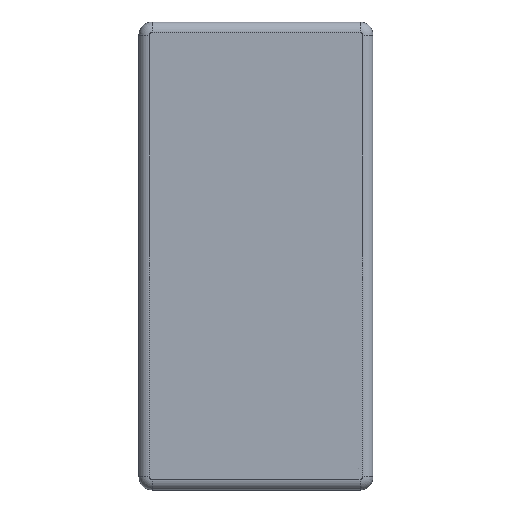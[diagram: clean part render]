
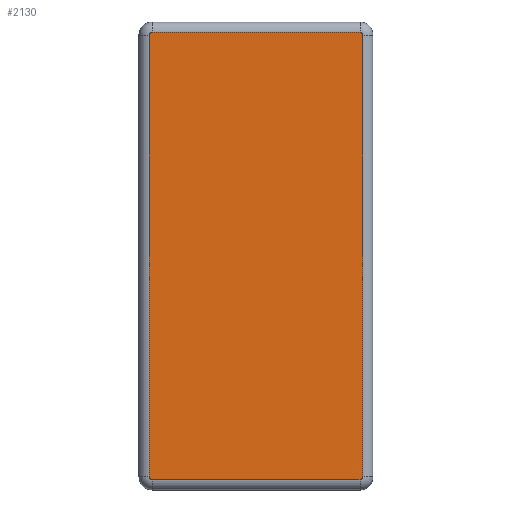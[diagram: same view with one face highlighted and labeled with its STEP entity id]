
A CAD part, front view. The second image highlights one B-rep face of the part: STEP entity #2130.
In plain terms, the highlighted planar face has unit normal (0, -1, 0).
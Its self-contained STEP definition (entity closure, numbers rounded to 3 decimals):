
#1013 = CARTESIAN_POINT ( 'NONE',  ( 20.5, 0., 45. ) ) ;
#1014 = LINE ( 'NONE', #1013, #1018 ) ;
#1017 = DIRECTION ( 'NONE',  ( 0., 0., 1. ) ) ;
#1018 = VECTOR ( 'NONE', #1017, 1000. ) ;
#1265 = DIRECTION ( 'NONE',  ( 0., 1., 0. ) ) ;
#1266 = CARTESIAN_POINT ( 'NONE',  ( 20., 0., -42.5 ) ) ;
#1273 = DIRECTION ( 'NONE',  ( 0., 0., -1. ) ) ;
#1274 = CIRCLE ( 'NONE', #1280, 0.5 ) ;
#1280 = AXIS2_PLACEMENT_3D ( 'NONE', #1266, #1265, #1273 ) ;
#1463 = CARTESIAN_POINT ( 'NONE',  ( -20.5, 0., 42.5 ) ) ;
#1511 = CARTESIAN_POINT ( 'NONE',  ( 20.5, 0., -42.5 ) ) ;
#1512 = DIRECTION ( 'NONE',  ( 0., 0., -1. ) ) ;
#1513 = DIRECTION ( 'NONE',  ( 0., 1., 0. ) ) ;
#1514 = CARTESIAN_POINT ( 'NONE',  ( -20., 0., 42.5 ) ) ;
#1515 = CARTESIAN_POINT ( 'NONE',  ( -20., 0., -43. ) ) ;
#1519 = CARTESIAN_POINT ( 'NONE',  ( -20.5, 0., -42.5 ) ) ;
#1521 = CIRCLE ( 'NONE', #1528, 0.5 ) ;
#1528 = AXIS2_PLACEMENT_3D ( 'NONE', #1514, #1513, #1512 ) ;
#1533 = CARTESIAN_POINT ( 'NONE',  ( -20., 0., 43. ) ) ;
#1535 = PLANE ( 'NONE',  #1541 ) ;
#1537 = DIRECTION ( 'NONE',  ( 1., 0., 0. ) ) ;
#1538 = VECTOR ( 'NONE', #1537, 1000. ) ;
#1539 = CARTESIAN_POINT ( 'NONE',  ( 22.5, 0., -43. ) ) ;
#1540 = LINE ( 'NONE', #1539, #1538 ) ;
#1541 = AXIS2_PLACEMENT_3D ( 'NONE', #1558, #1590, #1589 ) ;
#1542 = CARTESIAN_POINT ( 'NONE',  ( 20.5, 0., 42.5 ) ) ;
#1543 = DIRECTION ( 'NONE',  ( 0., 0., -1. ) ) ;
#1544 = VECTOR ( 'NONE', #1543, 1000. ) ;
#1545 = LINE ( 'NONE', #1561, #1544 ) ;
#1547 = CARTESIAN_POINT ( 'NONE',  ( 20., 0., -43. ) ) ;
#1548 = FACE_OUTER_BOUND ( 'NONE', #2126, .T. ) ;
#1553 = DIRECTION ( 'NONE',  ( 0., 0., -1. ) ) ;
#1554 = DIRECTION ( 'NONE',  ( 0., 1., 0. ) ) ;
#1555 = CARTESIAN_POINT ( 'NONE',  ( -20., 0., -42.5 ) ) ;
#1556 = AXIS2_PLACEMENT_3D ( 'NONE', #1555, #1554, #1553 ) ;
#1557 = CIRCLE ( 'NONE', #1556, 0.5 ) ;
#1558 = CARTESIAN_POINT ( 'NONE',  ( -22.5, 0., -45. ) ) ;
#1561 = CARTESIAN_POINT ( 'NONE',  ( -20.5, 0., -45. ) ) ;
#1565 = CIRCLE ( 'NONE', #1578, 0.5 ) ;
#1578 = AXIS2_PLACEMENT_3D ( 'NONE', #1599, #1598, #1597 ) ;
#1579 = DIRECTION ( 'NONE',  ( -1., 0., 0. ) ) ;
#1580 = VECTOR ( 'NONE', #1579, 1000. ) ;
#1581 = CARTESIAN_POINT ( 'NONE',  ( -22.5, 0., 43. ) ) ;
#1586 = CARTESIAN_POINT ( 'NONE',  ( 20., 0., 43. ) ) ;
#1588 = LINE ( 'NONE', #1581, #1580 ) ;
#1589 = DIRECTION ( 'NONE',  ( 0., 0., -1. ) ) ;
#1590 = DIRECTION ( 'NONE',  ( 0., -1., 0. ) ) ;
#1597 = DIRECTION ( 'NONE',  ( 0., 0., -1. ) ) ;
#1598 = DIRECTION ( 'NONE',  ( 0., 1., 0. ) ) ;
#1599 = CARTESIAN_POINT ( 'NONE',  ( 20., 0., 42.5 ) ) ;
#2100 = VERTEX_POINT ( 'NONE', #1463 ) ;
#2102 = VERTEX_POINT ( 'NONE', #1533 ) ;
#2106 = EDGE_CURVE ( 'NONE', #2100, #2102, #1521, .T. ) ;
#2107 = VERTEX_POINT ( 'NONE', #1519 ) ;
#2108 = VERTEX_POINT ( 'NONE', #1511 ) ;
#2109 = VERTEX_POINT ( 'NONE', #1515 ) ;
#2110 = ORIENTED_EDGE ( 'NONE', *, *, #2118, .F. ) ;
#2112 = EDGE_CURVE ( 'NONE', #2108, #2137, #1014, .T. ) ;
#2114 = ORIENTED_EDGE ( 'NONE', *, *, #2135, .T. ) ;
#2117 = EDGE_CURVE ( 'NONE', #2108, #2122, #1274, .T. ) ;
#2118 = EDGE_CURVE ( 'NONE', #2109, #2107, #1557, .T. ) ;
#2120 = ORIENTED_EDGE ( 'NONE', *, *, #2121, .T. ) ;
#2121 = EDGE_CURVE ( 'NONE', #2100, #2107, #1545, .T. ) ;
#2122 = VERTEX_POINT ( 'NONE', #1547 ) ;
#2123 = EDGE_CURVE ( 'NONE', #2109, #2122, #1540, .T. ) ;
#2125 = ORIENTED_EDGE ( 'NONE', *, *, #2123, .T. ) ;
#2126 = EDGE_LOOP ( 'NONE', ( #2131, #2114, #2128, #2120, #2110, #2125, #2136, #2148 ) ) ;
#2128 = ORIENTED_EDGE ( 'NONE', *, *, #2106, .F. ) ;
#2130 = ADVANCED_FACE ( 'NONE', ( #1548 ), #1535, .T. ) ;
#2131 = ORIENTED_EDGE ( 'NONE', *, *, #2152, .F. ) ;
#2135 = EDGE_CURVE ( 'NONE', #2138, #2102, #1588, .T. ) ;
#2136 = ORIENTED_EDGE ( 'NONE', *, *, #2117, .F. ) ;
#2137 = VERTEX_POINT ( 'NONE', #1542 ) ;
#2138 = VERTEX_POINT ( 'NONE', #1586 ) ;
#2148 = ORIENTED_EDGE ( 'NONE', *, *, #2112, .T. ) ;
#2152 = EDGE_CURVE ( 'NONE', #2138, #2137, #1565, .T. ) ;
